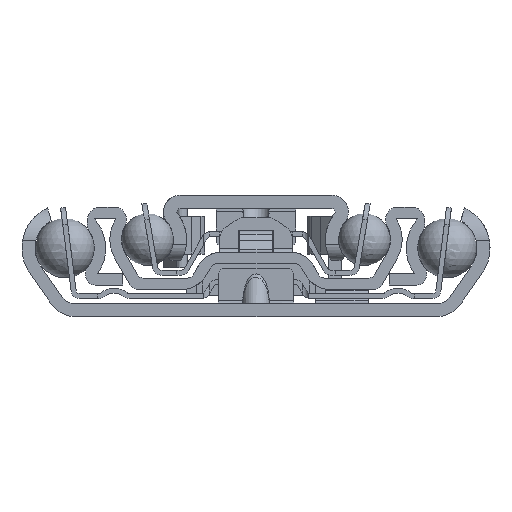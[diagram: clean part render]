
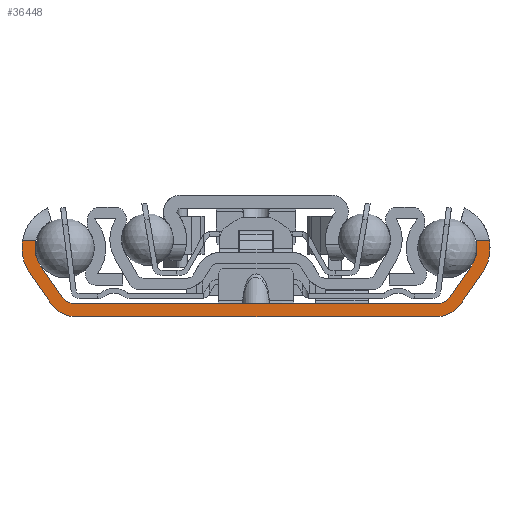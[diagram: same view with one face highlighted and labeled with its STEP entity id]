
A CAD part, left-side view. The second image highlights one B-rep face of the part: STEP entity #36448.
In plain terms, the highlighted planar face has unit normal (-1, 0, 0).
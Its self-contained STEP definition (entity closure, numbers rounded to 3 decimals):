
#691=PLANE('',#38897);
#2095=FACE_OUTER_BOUND('',#3990,.T.);
#3990=EDGE_LOOP('',(#25432,#25433,#25434,#25435,#25436,#25437,#25438,#25439,
#25440,#25441,#25442,#25443,#25444,#25445,#25446,#25447));
#5893=LINE('',#53453,#9464);
#6073=LINE('',#55124,#9644);
#6181=LINE('',#55622,#9752);
#6182=LINE('',#55637,#9753);
#6186=LINE('',#55648,#9757);
#6188=LINE('',#55655,#9759);
#6191=LINE('',#55664,#9762);
#6193=LINE('',#55671,#9764);
#9464=VECTOR('',#42241,10.);
#9644=VECTOR('',#43015,10.);
#9752=VECTOR('',#43335,10.);
#9753=VECTOR('',#43340,10.);
#9757=VECTOR('',#43356,10.);
#9759=VECTOR('',#43364,10.);
#9762=VECTOR('',#43377,10.);
#9764=VECTOR('',#43385,10.);
#13216=CIRCLE('',#38829,6.725);
#13225=CIRCLE('',#38840,4.75);
#13234=CIRCLE('',#38882,4.5);
#13235=CIRCLE('',#38885,4.75);
#13236=CIRCLE('',#38888,2.25);
#13237=CIRCLE('',#38890,2.25);
#13238=CIRCLE('',#38893,6.725);
#13239=CIRCLE('',#38896,4.5);
#14792=VERTEX_POINT('',#53451);
#14793=VERTEX_POINT('',#53452);
#15086=VERTEX_POINT('',#55122);
#15087=VERTEX_POINT('',#55123);
#15159=VERTEX_POINT('',#55422);
#15160=VERTEX_POINT('',#55435);
#15170=VERTEX_POINT('',#55462);
#15171=VERTEX_POINT('',#55473);
#15190=VERTEX_POINT('',#55608);
#15192=VERTEX_POINT('',#55625);
#15194=VERTEX_POINT('',#55644);
#15195=VERTEX_POINT('',#55650);
#15196=VERTEX_POINT('',#55654);
#15197=VERTEX_POINT('',#55660);
#15198=VERTEX_POINT('',#55666);
#15199=VERTEX_POINT('',#55670);
#18541=EDGE_CURVE('',#14792,#14793,#5893,.T.);
#18974=EDGE_CURVE('',#15086,#15087,#6073,.T.);
#19082=EDGE_CURVE('',#15159,#15160,#13216,.T.);
#19098=EDGE_CURVE('',#15170,#15171,#13225,.T.);
#19143=EDGE_CURVE('',#15190,#15170,#6181,.T.);
#19146=EDGE_CURVE('',#15192,#15159,#6182,.T.);
#19150=EDGE_CURVE('',#15194,#15086,#13234,.T.);
#19152=EDGE_CURVE('',#15160,#15194,#6186,.T.);
#19154=EDGE_CURVE('',#15195,#15192,#13235,.T.);
#19155=EDGE_CURVE('',#15196,#15195,#6188,.T.);
#19157=EDGE_CURVE('',#14793,#15196,#13236,.T.);
#19158=EDGE_CURVE('',#15197,#14792,#13237,.T.);
#19160=EDGE_CURVE('',#15171,#15197,#6191,.T.);
#19162=EDGE_CURVE('',#15198,#15190,#13238,.T.);
#19163=EDGE_CURVE('',#15199,#15198,#6193,.T.);
#19165=EDGE_CURVE('',#15087,#15199,#13239,.T.);
#25432=ORIENTED_EDGE('',*,*,#19146,.F.);
#25433=ORIENTED_EDGE('',*,*,#19154,.F.);
#25434=ORIENTED_EDGE('',*,*,#19155,.F.);
#25435=ORIENTED_EDGE('',*,*,#19157,.F.);
#25436=ORIENTED_EDGE('',*,*,#18541,.F.);
#25437=ORIENTED_EDGE('',*,*,#19158,.F.);
#25438=ORIENTED_EDGE('',*,*,#19160,.F.);
#25439=ORIENTED_EDGE('',*,*,#19098,.F.);
#25440=ORIENTED_EDGE('',*,*,#19143,.F.);
#25441=ORIENTED_EDGE('',*,*,#19162,.F.);
#25442=ORIENTED_EDGE('',*,*,#19163,.F.);
#25443=ORIENTED_EDGE('',*,*,#19165,.F.);
#25444=ORIENTED_EDGE('',*,*,#18974,.F.);
#25445=ORIENTED_EDGE('',*,*,#19150,.F.);
#25446=ORIENTED_EDGE('',*,*,#19152,.F.);
#25447=ORIENTED_EDGE('',*,*,#19082,.F.);
#36448=ADVANCED_FACE('',(#2095),#691,.F.);
#38829=AXIS2_PLACEMENT_3D('',#55436,#43208,#43209);
#38840=AXIS2_PLACEMENT_3D('',#55474,#43236,#43237);
#38882=AXIS2_PLACEMENT_3D('',#55645,#43351,#43352);
#38885=AXIS2_PLACEMENT_3D('',#55652,#43360,#43361);
#38888=AXIS2_PLACEMENT_3D('',#55658,#43368,#43369);
#38890=AXIS2_PLACEMENT_3D('',#55661,#43372,#43373);
#38893=AXIS2_PLACEMENT_3D('',#55668,#43381,#43382);
#38896=AXIS2_PLACEMENT_3D('',#55674,#43389,#43390);
#38897=AXIS2_PLACEMENT_3D('',#55675,#43391,#43392);
#42241=DIRECTION('',(0.,-1.,0.));
#43015=DIRECTION('',(0.,1.,0.));
#43208=DIRECTION('center_axis',(1.,0.,0.));
#43209=DIRECTION('ref_axis',(0.,-0.421,0.907));
#43236=DIRECTION('center_axis',(-1.,0.,0.));
#43237=DIRECTION('ref_axis',(0.,-0.819,0.574));
#43335=DIRECTION('',(0.,-1.,0.));
#43340=DIRECTION('',(0.,-1.,0.));
#43351=DIRECTION('center_axis',(1.,0.,0.));
#43352=DIRECTION('ref_axis',(0.,-0.819,-0.574));
#43356=DIRECTION('',(0.,0.574,-0.819));
#43360=DIRECTION('center_axis',(-1.,0.,0.));
#43361=DIRECTION('ref_axis',(0.,0.489,-0.872));
#43364=DIRECTION('',(0.,-0.574,0.819));
#43368=DIRECTION('center_axis',(-1.,0.,0.));
#43369=DIRECTION('ref_axis',(0.,0.819,0.574));
#43372=DIRECTION('center_axis',(-1.,0.,0.));
#43373=DIRECTION('ref_axis',(0.,0.,1.));
#43377=DIRECTION('',(0.,-0.574,-0.819));
#43381=DIRECTION('center_axis',(1.,0.,0.));
#43382=DIRECTION('ref_axis',(0.,0.819,-0.574));
#43385=DIRECTION('',(0.,0.574,0.819));
#43389=DIRECTION('center_axis',(1.,0.,0.));
#43390=DIRECTION('ref_axis',(0.,0.,-1.));
#43391=DIRECTION('center_axis',(1.,0.,0.));
#43392=DIRECTION('ref_axis',(0.,0.,-1.));
#53451=CARTESIAN_POINT('',(0.,27.471,2.));
#53452=CARTESIAN_POINT('',(0.,-27.471,2.));
#53453=CARTESIAN_POINT('',(0.,27.471,2.));
#55122=CARTESIAN_POINT('',(0.,-27.31,0.));
#55123=CARTESIAN_POINT('',(0.,27.31,0.));
#55124=CARTESIAN_POINT('',(0.,0.,0.));
#55422=CARTESIAN_POINT('',(0.,-35.359,11.5));
#55435=CARTESIAN_POINT('',(0.,-34.234,6.543));
#55436=CARTESIAN_POINT('Origin',(0.,-28.725,10.4));
#55462=CARTESIAN_POINT('',(0.,33.346,11.5));
#55473=CARTESIAN_POINT('',(0.,32.616,7.676));
#55474=CARTESIAN_POINT('Origin',(0.,28.725,10.4));
#55608=CARTESIAN_POINT('',(0.,35.359,11.5));
#55622=CARTESIAN_POINT('',(0.,0.,11.5));
#55625=CARTESIAN_POINT('',(0.,-33.346,11.5));
#55637=CARTESIAN_POINT('',(0.,0.,11.5));
#55644=CARTESIAN_POINT('',(0.,-30.996,1.919));
#55645=CARTESIAN_POINT('Origin',(0.,-27.31,4.5));
#55648=CARTESIAN_POINT('',(0.,-34.234,6.543));
#55650=CARTESIAN_POINT('',(0.,-32.616,7.676));
#55652=CARTESIAN_POINT('Origin',(0.,-28.725,10.4));
#55654=CARTESIAN_POINT('',(0.,-29.314,2.959));
#55655=CARTESIAN_POINT('',(0.,-29.314,2.959));
#55658=CARTESIAN_POINT('Origin',(0.,-27.471,4.25));
#55660=CARTESIAN_POINT('',(0.,29.314,2.959));
#55661=CARTESIAN_POINT('Origin',(0.,27.471,4.25));
#55664=CARTESIAN_POINT('',(0.,32.616,7.676));
#55666=CARTESIAN_POINT('',(0.,34.234,6.543));
#55668=CARTESIAN_POINT('Origin',(0.,28.725,10.4));
#55670=CARTESIAN_POINT('',(0.,30.996,1.919));
#55671=CARTESIAN_POINT('',(0.,30.996,1.919));
#55674=CARTESIAN_POINT('Origin',(0.,27.31,4.5));
#55675=CARTESIAN_POINT('Origin',(0.,0.,3.636));
